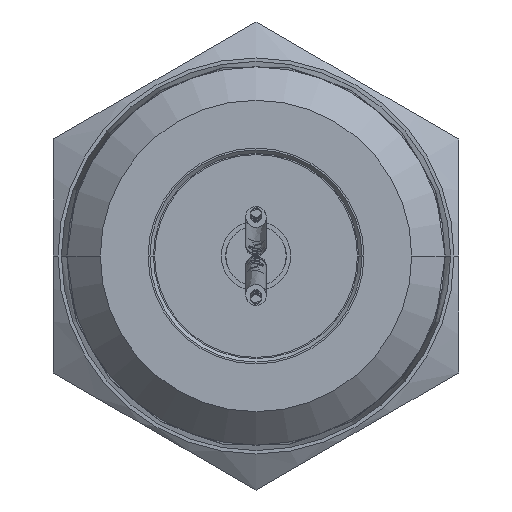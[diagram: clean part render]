
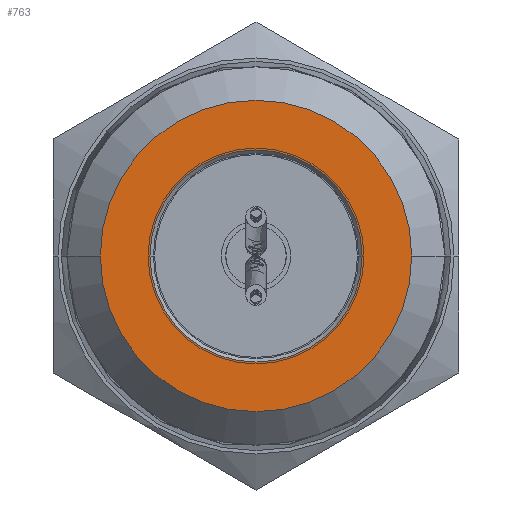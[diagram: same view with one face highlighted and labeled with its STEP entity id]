
A CAD part, left-side view. The second image highlights one B-rep face of the part: STEP entity #763.
In plain terms, the highlighted planar face has unit normal (-1, 0, 0).
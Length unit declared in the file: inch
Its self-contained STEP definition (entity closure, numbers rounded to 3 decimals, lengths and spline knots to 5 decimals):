
#114 = FACE_BOUND ( 'NONE', #438, .T. ) ;
#130 = VERTEX_POINT ( 'NONE', #310 ) ;
#134 = CARTESIAN_POINT ( 'NONE',  ( -1.22, 0., 0. ) ) ;
#142 = CARTESIAN_POINT ( 'NONE',  ( -1.22, 0.33611, 0. ) ) ;
#145 = CARTESIAN_POINT ( 'NONE',  ( -1.22, 0., 0. ) ) ;
#146 = DIRECTION ( 'NONE',  ( -1., 0., 0. ) ) ;
#200 = VERTEX_POINT ( 'NONE', #532 ) ;
#310 = CARTESIAN_POINT ( 'NONE',  ( -1.22, -0.229, 0. ) ) ;
#347 = DIRECTION ( 'NONE',  ( -1., 0., 0. ) ) ;
#438 = EDGE_LOOP ( 'NONE', ( #1322, #2088 ) ) ;
#441 = EDGE_CURVE ( 'NONE', #816, #200, #1022, .T. ) ;
#487 = CARTESIAN_POINT ( 'NONE',  ( -1.22, -0.20305, 0. ) ) ;
#532 = CARTESIAN_POINT ( 'NONE',  ( -1.22, -0.33611, 0. ) ) ;
#588 = ORIENTED_EDGE ( 'NONE', *, *, #441, .T. ) ;
#702 = AXIS2_PLACEMENT_3D ( 'NONE', #134, #146, #2381 ) ;
#714 = DIRECTION ( 'NONE',  ( 1., 0., 0. ) ) ;
#763 = ADVANCED_FACE ( 'NONE', ( #114, #1445 ), #1814, .T. ) ;
#816 = VERTEX_POINT ( 'NONE', #142 ) ;
#819 = EDGE_CURVE ( 'NONE', #2285, #130, #1571, .T. ) ;
#875 = DIRECTION ( 'NONE',  ( 0., -1., 0. ) ) ;
#946 = CIRCLE ( 'NONE', #1066, 0.33611 ) ;
#1022 = CIRCLE ( 'NONE', #702, 0.33611 ) ;
#1066 = AXIS2_PLACEMENT_3D ( 'NONE', #145, #347, #2340 ) ;
#1075 = EDGE_CURVE ( 'NONE', #130, #2285, #1220, .T. ) ;
#1176 = EDGE_CURVE ( 'NONE', #200, #816, #946, .T. ) ;
#1220 = CIRCLE ( 'NONE', #1573, 0.229 ) ;
#1268 = CARTESIAN_POINT ( 'NONE',  ( -1.22, 0., 0. ) ) ;
#1322 = ORIENTED_EDGE ( 'NONE', *, *, #1075, .T. ) ;
#1403 = CARTESIAN_POINT ( 'NONE',  ( -1.22, 0.229, 0. ) ) ;
#1445 = FACE_OUTER_BOUND ( 'NONE', #2171, .T. ) ;
#1458 = DIRECTION ( 'NONE',  ( 1., 0., 0. ) ) ;
#1571 = CIRCLE ( 'NONE', #2189, 0.229 ) ;
#1573 = AXIS2_PLACEMENT_3D ( 'NONE', #1268, #714, #875 ) ;
#1602 = DIRECTION ( 'NONE',  ( 0., -1., 0. ) ) ;
#1628 = DIRECTION ( 'NONE',  ( -1., 0., 0. ) ) ;
#1796 = DIRECTION ( 'NONE',  ( 0., -1., 0. ) ) ;
#1814 = PLANE ( 'NONE',  #1999 ) ;
#1999 = AXIS2_PLACEMENT_3D ( 'NONE', #487, #1628, #1602 ) ;
#2088 = ORIENTED_EDGE ( 'NONE', *, *, #819, .T. ) ;
#2171 = EDGE_LOOP ( 'NONE', ( #588, #2368 ) ) ;
#2189 = AXIS2_PLACEMENT_3D ( 'NONE', #2389, #1458, #1796 ) ;
#2285 = VERTEX_POINT ( 'NONE', #1403 ) ;
#2340 = DIRECTION ( 'NONE',  ( 0., 1., 0. ) ) ;
#2368 = ORIENTED_EDGE ( 'NONE', *, *, #1176, .T. ) ;
#2381 = DIRECTION ( 'NONE',  ( 0., 1., 0. ) ) ;
#2389 = CARTESIAN_POINT ( 'NONE',  ( -1.22, 0., 0. ) ) ;
